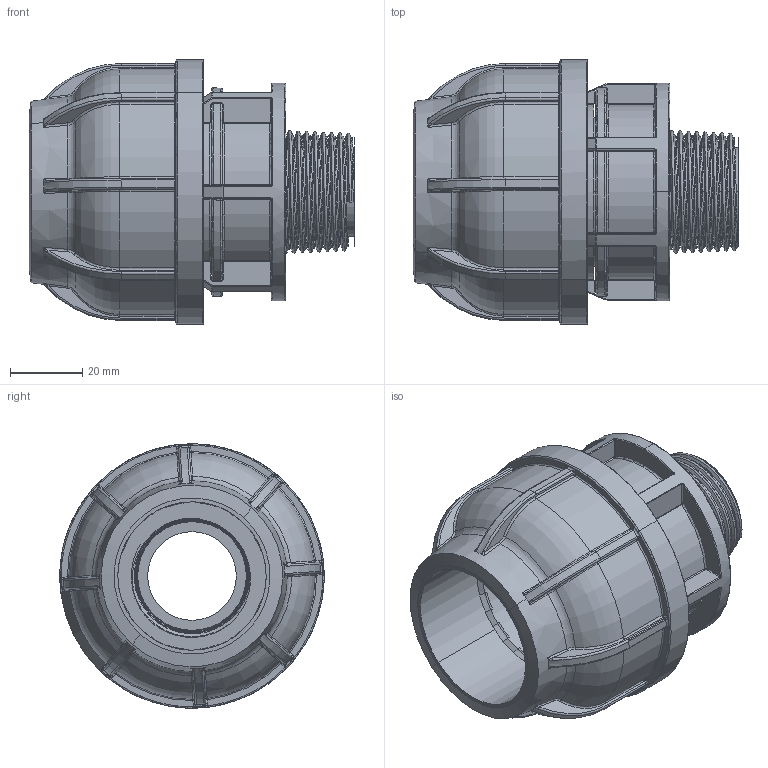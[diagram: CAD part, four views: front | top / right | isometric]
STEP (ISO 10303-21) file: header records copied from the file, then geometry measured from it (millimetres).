
FILE_DESCRIPTION (( 'STEP AP203' ), '1' );
FILE_NAME ('R211.040.001.step', '2013-11-19T09:11:11', ( 'Alusic' ), ( 'Alusic' ), 'SwSTEP 2.0', 'SolidWorks 2011', '' );
FILE_SCHEMA (( 'CONFIG_CONTROL_DESIGN' ));
Length unit declared in the file: millimetre
Products named in the file (1): R211.040.001
Bounding box: 89.84 x 72.98 x 72.98 mm (x, y, z)
Surface area: 44649.6 mm2 (no closed solid volume)
Topology: 0 solids, 17 shells, 828 faces, 2696 edges, 1738 vertices
Faces by surface type: bspline 256, cylinder 254, torus 149, plane 147, cone 15, sphere 7
Entity records: 52551 total; most frequent: CARTESIAN_POINT 32398, ORIENTED_EDGE 4248, DIRECTION 3695, EDGE_CURVE 2650, VERTEX_POINT 1738, AXIS2_PLACEMENT_3D 1562, CIRCLE 989, B_SPLINE_CURVE_WITH_KNOTS 964
